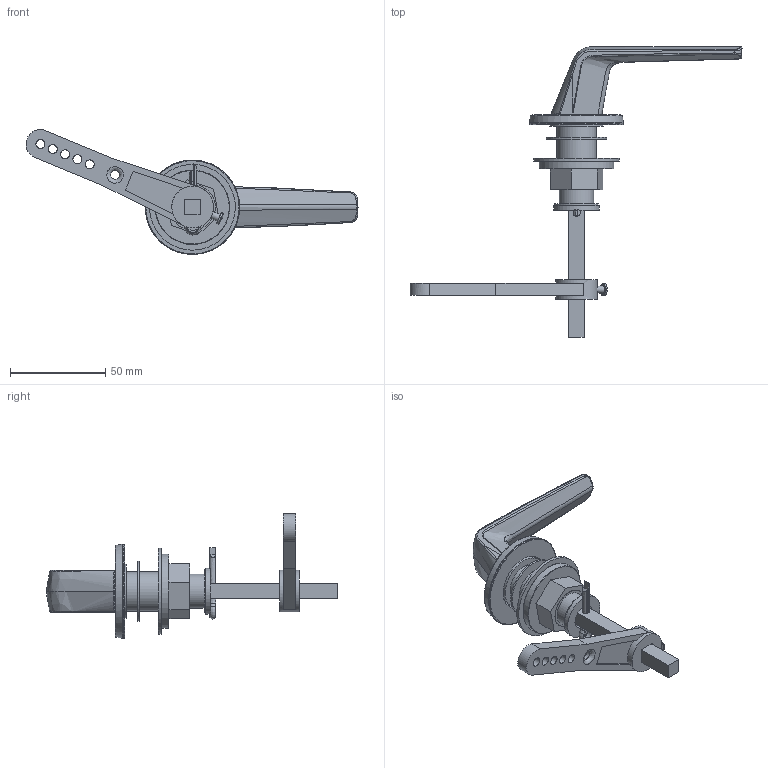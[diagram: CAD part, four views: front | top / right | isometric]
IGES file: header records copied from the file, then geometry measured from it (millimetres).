
Global section: file name: T2077-CTL; native system: Autodesk Inventor 2020; preprocessor: unknown; author: rclarke; date: 20221128.120731; units: millimetre
Bounding box: 174.24 x 152.6 x 65.52 mm (x, y, z)
Volume: 64546.3 mm3; surface area: 39131 mm2
Topology: 11 solids, 11 shells, 206 faces, 541 edges, 369 vertices
Faces by surface type: bspline 206
